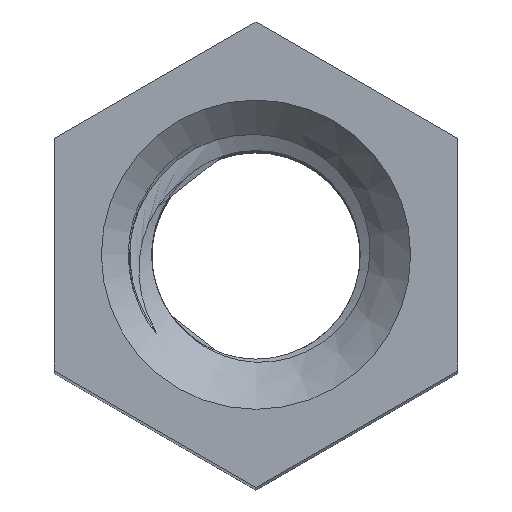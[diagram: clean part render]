
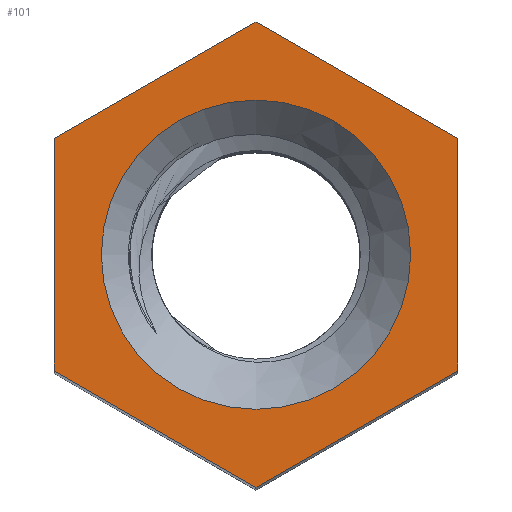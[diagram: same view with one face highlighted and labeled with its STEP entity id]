
A CAD part, top view. The second image highlights one B-rep face of the part: STEP entity #101.
In plain terms, the highlighted planar face has unit normal (0, 0, 1).
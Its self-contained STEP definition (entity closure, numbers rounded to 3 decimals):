
#101=ADVANCED_FACE('',(#19931,#19933),#19935,.T.);
#19931=FACE_BOUND('',#19932,.T.);
#19932=EDGE_LOOP('',(#21299,#21300,#21301,#21302,#21303,#21304));
#19933=FACE_BOUND('',#19934,.T.);
#19934=EDGE_LOOP('',(#21305));
#19935=PLANE('',#19936);
#19936=AXIS2_PLACEMENT_3D('',#19937,#19938,#19939);
#19937=CARTESIAN_POINT('',(0.,0.,30.));
#19938=DIRECTION('',(0.,0.,1.));
#19939=DIRECTION('',(-1.,0.,0.));
#21299=ORIENTED_EDGE('',*,*,#21543,.T.);
#21300=ORIENTED_EDGE('',*,*,#21544,.T.);
#21301=ORIENTED_EDGE('',*,*,#21545,.T.);
#21302=ORIENTED_EDGE('',*,*,#21546,.T.);
#21303=ORIENTED_EDGE('',*,*,#21547,.T.);
#21304=ORIENTED_EDGE('',*,*,#21548,.T.);
#21305=ORIENTED_EDGE('',*,*,#21465,.T.);
#21465=EDGE_CURVE('',#21592,#21592,#21593,.F.);
#21543=EDGE_CURVE('',#21744,#21745,#21746,.T.);
#21544=EDGE_CURVE('',#21745,#21747,#21748,.T.);
#21545=EDGE_CURVE('',#21747,#21749,#21750,.T.);
#21546=EDGE_CURVE('',#21749,#21751,#21752,.T.);
#21547=EDGE_CURVE('',#21751,#21753,#21754,.T.);
#21548=EDGE_CURVE('',#21753,#21744,#21755,.T.);
#21592=VERTEX_POINT('',#21805);
#21593=CIRCLE('',#21806,3.07);
#21744=VERTEX_POINT('',#27127);
#21745=VERTEX_POINT('',#27128);
#21746=LINE('',#27129,#27130);
#21747=VERTEX_POINT('',#27132);
#21748=LINE('',#27133,#27134);
#21749=VERTEX_POINT('',#27136);
#21750=LINE('',#27137,#27138);
#21751=VERTEX_POINT('',#27140);
#21752=LINE('',#27141,#27142);
#21753=VERTEX_POINT('',#27144);
#21754=LINE('',#27145,#27146);
#21755=LINE('',#27148,#27149);
#21805=CARTESIAN_POINT('',(0.,3.07,30.));
#21806=AXIS2_PLACEMENT_3D('',#21807,#21808,#21809);
#21807=CARTESIAN_POINT('',(0.,0.,30.));
#21808=DIRECTION('',(0.,0.,1.));
#21809=DIRECTION('',(0.,1.,-0.));
#27127=CARTESIAN_POINT('',(0.,-4.619,30.));
#27128=CARTESIAN_POINT('',(4.,-2.309,30.));
#27129=CARTESIAN_POINT('',(0.,-4.619,30.));
#27130=VECTOR('',#27131,1.);
#27131=DIRECTION('',(0.866,0.5,0.));
#27132=CARTESIAN_POINT('',(4.,2.309,30.));
#27133=CARTESIAN_POINT('',(4.,-2.309,30.));
#27134=VECTOR('',#27135,1.);
#27135=DIRECTION('',(0.,1.,0.));
#27136=CARTESIAN_POINT('',(0.,4.619,30.));
#27137=CARTESIAN_POINT('',(4.,2.309,30.));
#27138=VECTOR('',#27139,1.);
#27139=DIRECTION('',(-0.866,0.5,0.));
#27140=CARTESIAN_POINT('',(-4.,2.309,30.));
#27141=CARTESIAN_POINT('',(0.,4.619,30.));
#27142=VECTOR('',#27143,1.);
#27143=DIRECTION('',(-0.866,-0.5,0.));
#27144=CARTESIAN_POINT('',(-4.,-2.309,30.));
#27145=CARTESIAN_POINT('',(-4.,2.309,30.));
#27146=VECTOR('',#27147,1.);
#27147=DIRECTION('',(0.,-1.,0.));
#27148=CARTESIAN_POINT('',(-4.,-2.309,30.));
#27149=VECTOR('',#27150,1.);
#27150=DIRECTION('',(0.866,-0.5,0.));
